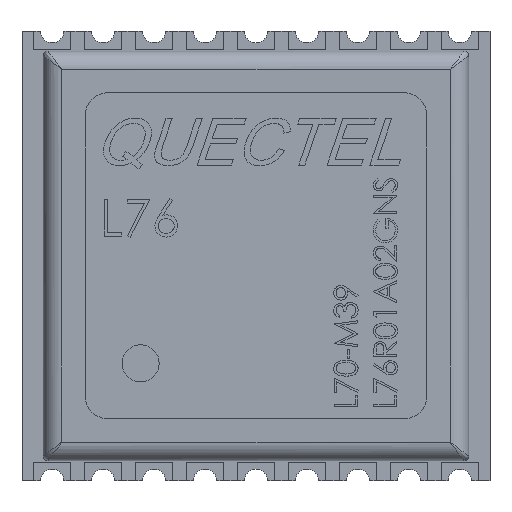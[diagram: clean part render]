
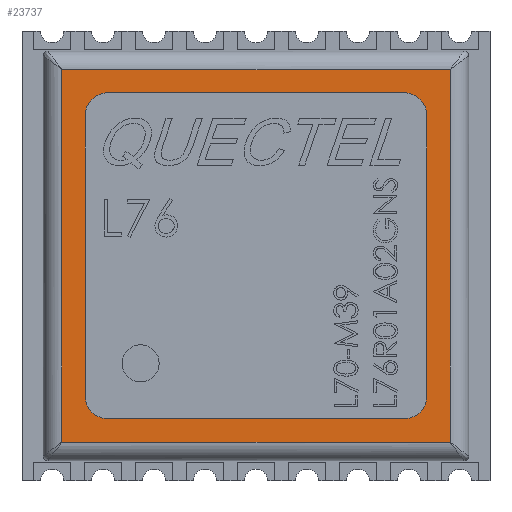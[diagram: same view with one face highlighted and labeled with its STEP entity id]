
A CAD part, top view. The second image highlights one B-rep face of the part: STEP entity #23737.
In plain terms, the highlighted planar face has unit normal (0, 0, 1).
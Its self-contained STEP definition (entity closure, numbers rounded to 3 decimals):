
#8 = CIRCLE ( 'NONE', #10031, 0.5 ) ;
#99 = FACE_OUTER_BOUND ( 'NONE', #16665, .T. ) ;
#443 = DIRECTION ( 'NONE',  ( 0., 1., 0. ) ) ;
#520 = CARTESIAN_POINT ( 'NONE',  ( -4.19, 4.02, 2.5 ) ) ;
#648 = DIRECTION ( 'NONE',  ( 1., 0., 0. ) ) ;
#1881 = EDGE_CURVE ( 'NONE', #4435, #26704, #17986, .T. ) ;
#2619 = CARTESIAN_POINT ( 'NONE',  ( 4.19, -4.02, 2.5 ) ) ;
#3489 = EDGE_CURVE ( 'NONE', #8343, #25269, #21299, .T. ) ;
#4435 = VERTEX_POINT ( 'NONE', #16131 ) ;
#4525 = AXIS2_PLACEMENT_3D ( 'NONE', #11315, #31243, #6198 ) ;
#4552 = LINE ( 'NONE', #6850, #16783 ) ;
#4695 = DIRECTION ( 'NONE',  ( 0., 1., 0. ) ) ;
#4727 = CARTESIAN_POINT ( 'NONE',  ( -3.69, 3.02, 2.5 ) ) ;
#4918 = EDGE_LOOP ( 'NONE', ( #28599, #12896, #23585, #21964, #22043, #9457, #12125, #7903 ) ) ;
#5613 = CARTESIAN_POINT ( 'NONE',  ( -3.69, 3.02, 2.5 ) ) ;
#5711 = EDGE_CURVE ( 'NONE', #27510, #15748, #19532, .T. ) ;
#6198 = DIRECTION ( 'NONE',  ( 1., 0., 0. ) ) ;
#6790 = VERTEX_POINT ( 'NONE', #9131 ) ;
#6850 = CARTESIAN_POINT ( 'NONE',  ( -4.19, -4.42, 2.5 ) ) ;
#7479 = CARTESIAN_POINT ( 'NONE',  ( 3.69, 3.02, 2.5 ) ) ;
#7672 = DIRECTION ( 'NONE',  ( 1., 0., 0. ) ) ;
#7771 = CARTESIAN_POINT ( 'NONE',  ( -4.19, -4.02, 2.5 ) ) ;
#7903 = ORIENTED_EDGE ( 'NONE', *, *, #3489, .F. ) ;
#7936 = CARTESIAN_POINT ( 'NONE',  ( -3.19, -3.52, 2.5 ) ) ;
#8343 = VERTEX_POINT ( 'NONE', #24523 ) ;
#8430 = LINE ( 'NONE', #5613, #27449 ) ;
#8444 = ORIENTED_EDGE ( 'NONE', *, *, #22880, .T. ) ;
#8986 = VERTEX_POINT ( 'NONE', #14962 ) ;
#9131 = CARTESIAN_POINT ( 'NONE',  ( 3.69, -3.02, 2.5 ) ) ;
#9345 = ORIENTED_EDGE ( 'NONE', *, *, #30792, .T. ) ;
#9457 = ORIENTED_EDGE ( 'NONE', *, *, #1881, .F. ) ;
#9523 = CARTESIAN_POINT ( 'NONE',  ( 3.19, -3.52, 2.5 ) ) ;
#9588 = VECTOR ( 'NONE', #19690, 1000. ) ;
#9703 = CARTESIAN_POINT ( 'NONE',  ( 4.59, -4.02, 2.5 ) ) ;
#9768 = EDGE_CURVE ( 'NONE', #8986, #8343, #26543, .T. ) ;
#10031 = AXIS2_PLACEMENT_3D ( 'NONE', #28715, #15616, #20412 ) ;
#10255 = LINE ( 'NONE', #7479, #22082 ) ;
#10827 = CARTESIAN_POINT ( 'NONE',  ( 3.69, 3.02, 2.5 ) ) ;
#11281 = EDGE_CURVE ( 'NONE', #26704, #15221, #27168, .T. ) ;
#11315 = CARTESIAN_POINT ( 'NONE',  ( -3.19, 3.02, 2.5 ) ) ;
#11392 = CARTESIAN_POINT ( 'NONE',  ( -3.19, 3.52, 2.5 ) ) ;
#12125 = ORIENTED_EDGE ( 'NONE', *, *, #32016, .F. ) ;
#12148 = CARTESIAN_POINT ( 'NONE',  ( -3.19, -3.52, 2.5 ) ) ;
#12432 = DIRECTION ( 'NONE',  ( 0., -1., 0. ) ) ;
#12525 = EDGE_CURVE ( 'NONE', #15221, #6790, #17460, .T. ) ;
#12896 = ORIENTED_EDGE ( 'NONE', *, *, #24616, .F. ) ;
#13422 = VERTEX_POINT ( 'NONE', #13507 ) ;
#13507 = CARTESIAN_POINT ( 'NONE',  ( 4.19, 4.02, 2.5 ) ) ;
#14032 = LINE ( 'NONE', #24092, #20913 ) ;
#14962 = CARTESIAN_POINT ( 'NONE',  ( 3.19, 3.52, 2.5 ) ) ;
#15122 = DIRECTION ( 'NONE',  ( 0., 0., 1. ) ) ;
#15221 = VERTEX_POINT ( 'NONE', #9523 ) ;
#15605 = DIRECTION ( 'NONE',  ( 0., -1., 0. ) ) ;
#15616 = DIRECTION ( 'NONE',  ( 0., 0., 1. ) ) ;
#15748 = VERTEX_POINT ( 'NONE', #2619 ) ;
#16131 = CARTESIAN_POINT ( 'NONE',  ( -3.69, -3.02, 2.5 ) ) ;
#16665 = EDGE_LOOP ( 'NONE', ( #9345, #22414, #8444, #17267 ) ) ;
#16783 = VECTOR ( 'NONE', #12432, 1000. ) ;
#17206 = FACE_BOUND ( 'NONE', #4918, .T. ) ;
#17267 = ORIENTED_EDGE ( 'NONE', *, *, #29294, .T. ) ;
#17460 = CIRCLE ( 'NONE', #19561, 0.5 ) ;
#17986 = CIRCLE ( 'NONE', #22242, 0.5 ) ;
#19112 = DIRECTION ( 'NONE',  ( -1., 0., 0. ) ) ;
#19402 = DIRECTION ( 'NONE',  ( 0., 0., 1. ) ) ;
#19532 = LINE ( 'NONE', #9703, #31923 ) ;
#19561 = AXIS2_PLACEMENT_3D ( 'NONE', #21579, #19402, #21907 ) ;
#19690 = DIRECTION ( 'NONE',  ( 1., 0., 0. ) ) ;
#20228 = VERTEX_POINT ( 'NONE', #520 ) ;
#20412 = DIRECTION ( 'NONE',  ( 1., 0., 0. ) ) ;
#20913 = VECTOR ( 'NONE', #19112, 1000. ) ;
#21299 = CIRCLE ( 'NONE', #4525, 0.5 ) ;
#21401 = DIRECTION ( 'NONE',  ( -1., 0., 0. ) ) ;
#21573 = VERTEX_POINT ( 'NONE', #10827 ) ;
#21579 = CARTESIAN_POINT ( 'NONE',  ( 3.19, -3.02, 2.5 ) ) ;
#21699 = DIRECTION ( 'NONE',  ( 1., 0., 0. ) ) ;
#21907 = DIRECTION ( 'NONE',  ( 1., 0., 0. ) ) ;
#21964 = ORIENTED_EDGE ( 'NONE', *, *, #12525, .F. ) ;
#22043 = ORIENTED_EDGE ( 'NONE', *, *, #11281, .F. ) ;
#22082 = VECTOR ( 'NONE', #4695, 1000. ) ;
#22229 = VECTOR ( 'NONE', #21401, 1000. ) ;
#22242 = AXIS2_PLACEMENT_3D ( 'NONE', #22889, #15122, #648 ) ;
#22414 = ORIENTED_EDGE ( 'NONE', *, *, #5711, .T. ) ;
#22858 = CARTESIAN_POINT ( 'NONE',  ( 4.19, 4.42, 2.5 ) ) ;
#22880 = EDGE_CURVE ( 'NONE', #15748, #13422, #29993, .T. ) ;
#22889 = CARTESIAN_POINT ( 'NONE',  ( -3.19, -3.02, 2.5 ) ) ;
#23585 = ORIENTED_EDGE ( 'NONE', *, *, #23998, .F. ) ;
#23737 = ADVANCED_FACE ( 'NONE', ( #99, #17206 ), #32569, .T. ) ;
#23998 = EDGE_CURVE ( 'NONE', #6790, #21573, #10255, .T. ) ;
#24092 = CARTESIAN_POINT ( 'NONE',  ( -4.59, 4.02, 2.5 ) ) ;
#24523 = CARTESIAN_POINT ( 'NONE',  ( -3.19, 3.52, 2.5 ) ) ;
#24616 = EDGE_CURVE ( 'NONE', #21573, #8986, #8, .T. ) ;
#25269 = VERTEX_POINT ( 'NONE', #4727 ) ;
#26543 = LINE ( 'NONE', #11392, #22229 ) ;
#26704 = VERTEX_POINT ( 'NONE', #7936 ) ;
#27168 = LINE ( 'NONE', #12148, #9588 ) ;
#27170 = DIRECTION ( 'NONE',  ( 0., 0., 1. ) ) ;
#27449 = VECTOR ( 'NONE', #15605, 1000. ) ;
#27510 = VERTEX_POINT ( 'NONE', #7771 ) ;
#28599 = ORIENTED_EDGE ( 'NONE', *, *, #9768, .F. ) ;
#28715 = CARTESIAN_POINT ( 'NONE',  ( 3.19, 3.02, 2.5 ) ) ;
#29294 = EDGE_CURVE ( 'NONE', #13422, #20228, #14032, .T. ) ;
#29397 = VECTOR ( 'NONE', #443, 1000. ) ;
#29648 = CARTESIAN_POINT ( 'NONE',  ( 4.59, -4.42, 2.5 ) ) ;
#29993 = LINE ( 'NONE', #22858, #29397 ) ;
#30496 = AXIS2_PLACEMENT_3D ( 'NONE', #29648, #27170, #7672 ) ;
#30792 = EDGE_CURVE ( 'NONE', #20228, #27510, #4552, .T. ) ;
#31243 = DIRECTION ( 'NONE',  ( 0., 0., 1. ) ) ;
#31923 = VECTOR ( 'NONE', #21699, 1000. ) ;
#32016 = EDGE_CURVE ( 'NONE', #25269, #4435, #8430, .T. ) ;
#32569 = PLANE ( 'NONE',  #30496 ) ;
